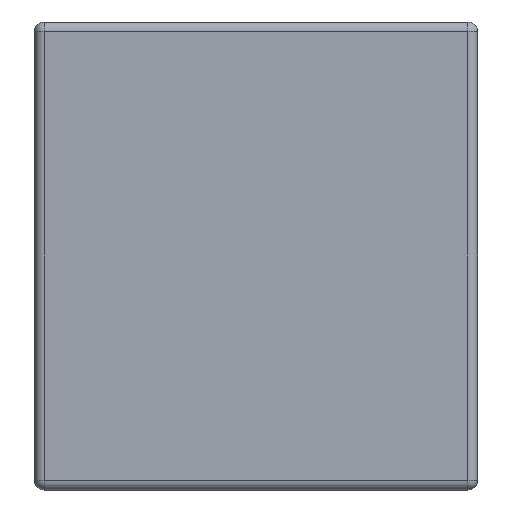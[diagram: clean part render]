
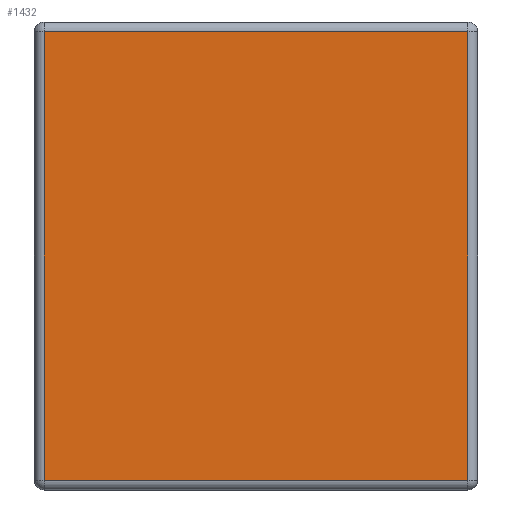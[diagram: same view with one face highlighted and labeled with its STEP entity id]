
A CAD part, left-side view. The second image highlights one B-rep face of the part: STEP entity #1432.
In plain terms, the highlighted planar face has unit normal (-1, 0, 0).
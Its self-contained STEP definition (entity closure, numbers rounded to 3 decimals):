
#276 = DIRECTION ( 'NONE',  ( 0., 0., 1. ) ) ;
#441 = LINE ( 'NONE', #4269, #928 ) ;
#762 = VERTEX_POINT ( 'NONE', #899 ) ;
#899 = CARTESIAN_POINT ( 'NONE',  ( 0., 0.02, -0.02 ) ) ;
#903 = CARTESIAN_POINT ( 'NONE',  ( 0., 0.88, -0.02 ) ) ;
#928 = VECTOR ( 'NONE', #4572, 1000. ) ;
#1166 = EDGE_CURVE ( 'NONE', #762, #2044, #1569, .T. ) ;
#1189 = ORIENTED_EDGE ( 'NONE', *, *, #1656, .T. ) ;
#1432 = ADVANCED_FACE ( 'NONE', ( #1566 ), #3538, .T. ) ;
#1566 = FACE_OUTER_BOUND ( 'NONE', #1618, .T. ) ;
#1569 = LINE ( 'NONE', #3062, #4136 ) ;
#1618 = EDGE_LOOP ( 'NONE', ( #1803, #1189, #1697, #3016 ) ) ;
#1656 = EDGE_CURVE ( 'NONE', #1838, #762, #2522, .T. ) ;
#1697 = ORIENTED_EDGE ( 'NONE', *, *, #1166, .T. ) ;
#1701 = CARTESIAN_POINT ( 'NONE',  ( 0., 0., 0. ) ) ;
#1749 = CARTESIAN_POINT ( 'NONE',  ( 0., 0.88, -0.93 ) ) ;
#1803 = ORIENTED_EDGE ( 'NONE', *, *, #3678, .T. ) ;
#1809 = LINE ( 'NONE', #4160, #2387 ) ;
#1838 = VERTEX_POINT ( 'NONE', #3721 ) ;
#2044 = VERTEX_POINT ( 'NONE', #903 ) ;
#2135 = CARTESIAN_POINT ( 'NONE',  ( 0., 0.02, 0. ) ) ;
#2327 = DIRECTION ( 'NONE',  ( 0., 1., 0. ) ) ;
#2387 = VECTOR ( 'NONE', #3456, 1000. ) ;
#2522 = LINE ( 'NONE', #2135, #2574 ) ;
#2574 = VECTOR ( 'NONE', #2842, 1000. ) ;
#2617 = EDGE_CURVE ( 'NONE', #2044, #4403, #441, .T. ) ;
#2842 = DIRECTION ( 'NONE',  ( 0., 0., 1. ) ) ;
#3016 = ORIENTED_EDGE ( 'NONE', *, *, #2617, .T. ) ;
#3044 = AXIS2_PLACEMENT_3D ( 'NONE', #1701, #4245, #276 ) ;
#3062 = CARTESIAN_POINT ( 'NONE',  ( 0., 0.9, -0.02 ) ) ;
#3456 = DIRECTION ( 'NONE',  ( 0., -1., 0. ) ) ;
#3538 = PLANE ( 'NONE',  #3044 ) ;
#3678 = EDGE_CURVE ( 'NONE', #4403, #1838, #1809, .T. ) ;
#3721 = CARTESIAN_POINT ( 'NONE',  ( 0., 0.02, -0.93 ) ) ;
#4136 = VECTOR ( 'NONE', #2327, 1000. ) ;
#4160 = CARTESIAN_POINT ( 'NONE',  ( 0., 0., -0.93 ) ) ;
#4245 = DIRECTION ( 'NONE',  ( -1., 0., 0. ) ) ;
#4269 = CARTESIAN_POINT ( 'NONE',  ( 0., 0.88, -0.95 ) ) ;
#4403 = VERTEX_POINT ( 'NONE', #1749 ) ;
#4572 = DIRECTION ( 'NONE',  ( 0., 0., -1. ) ) ;
